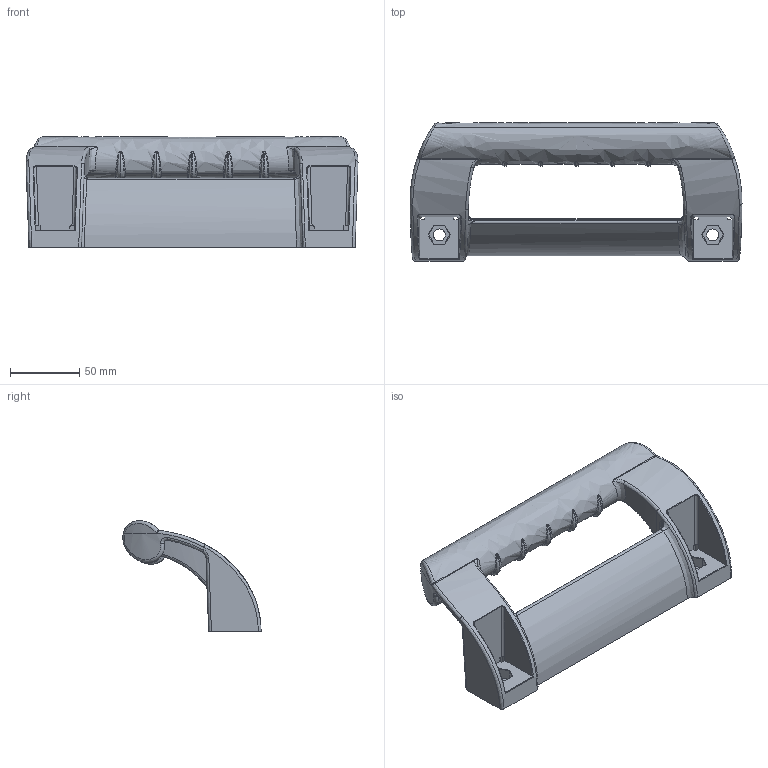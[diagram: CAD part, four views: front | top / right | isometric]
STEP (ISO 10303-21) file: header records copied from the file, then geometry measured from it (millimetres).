
FILE_DESCRIPTION (( 'STEP AP203' ), '1' );
FILE_NAME ('151153.step', '2021-06-03T16:26:33', ( '' ), ( '' ), 'SwSTEP 2.0', 'SolidWorks 2021', '' );
FILE_SCHEMA (( 'CONFIG_CONTROL_DESIGN' ));
Length unit declared in the file: millimetre
Products named in the file (1): 151153
Bounding box: 240.26 x 100.07 x 80.07 mm (x, y, z)
Volume: 286577.3 mm3; surface area: 76361.3 mm2
Topology: 1 solids, 1 shells, 295 faces, 791 edges, 492 vertices
Faces by surface type: bspline 126, plane 88, cylinder 51, cone 28, sphere 2
Entity records: 21243 total; most frequent: CARTESIAN_POINT 14885, ORIENTED_EDGE 1574, DIRECTION 964, EDGE_CURVE 787, VERTEX_POINT 492, VECTOR 344, LINE 344, AXIS2_PLACEMENT_3D 310
